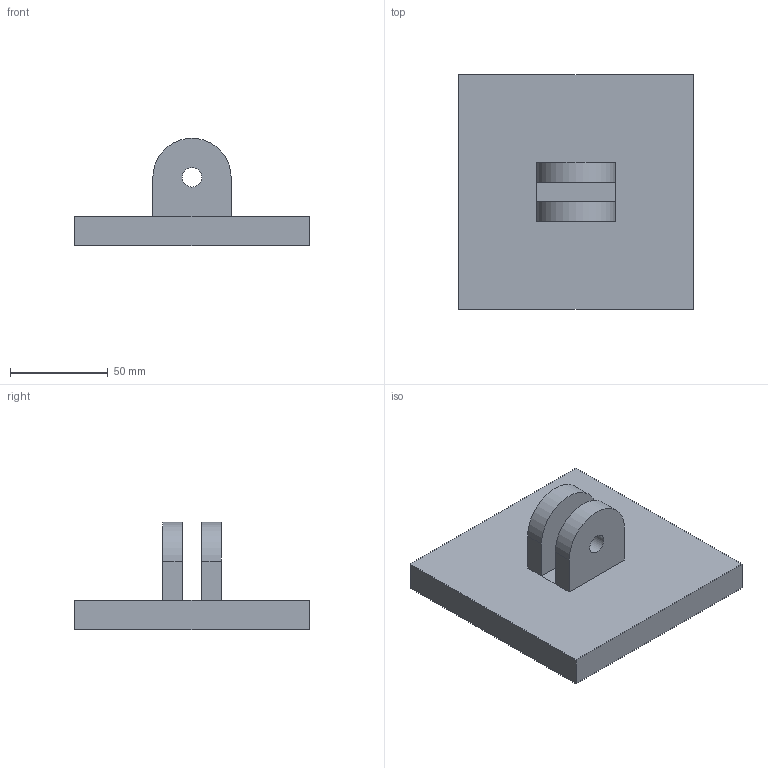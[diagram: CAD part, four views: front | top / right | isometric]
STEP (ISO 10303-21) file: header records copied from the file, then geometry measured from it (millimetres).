
FILE_DESCRIPTION(('FreeCAD Model'),'2;1');
FILE_NAME('base.step' ,'2021-02-03T21:29:46',('Author'),(''), 'Open CASCADE STEP processor 7.3','FreeCAD','Unknown');
FILE_SCHEMA(('AUTOMOTIVE_DESIGN { 1 0 10303 214 1 1 1 1 }'));
Length unit declared in the file: millimetre
Products named in the file (1): Body
Bounding box: 120 x 120 x 55 mm (x, y, z)
Volume: 242995.6 mm3; surface area: 43284.1 mm2
Topology: 1 solids, 1 shells, 19 faces, 44 edges, 28 vertices
Faces by surface type: plane 15, cylinder 4
Full cylindrical faces by diameter (mm): 10 x2
Entity records: 1153 total; most frequent: CARTESIAN_POINT 216, DIRECTION 174, LINE 116, VECTOR 116, ORIENTED_EDGE 88, PCURVE 88, DEFINITIONAL_REPRESENTATION 88, EDGE_CURVE 44
